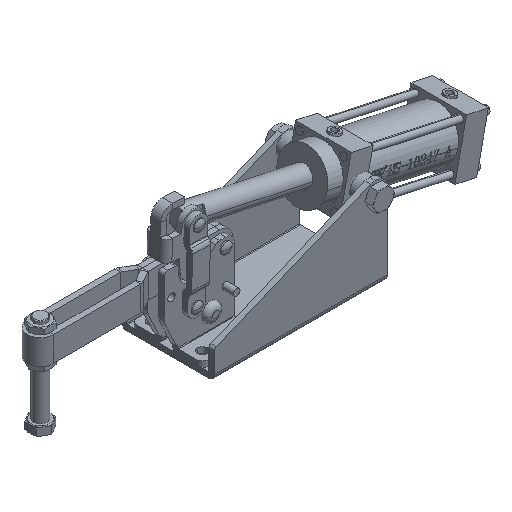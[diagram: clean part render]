
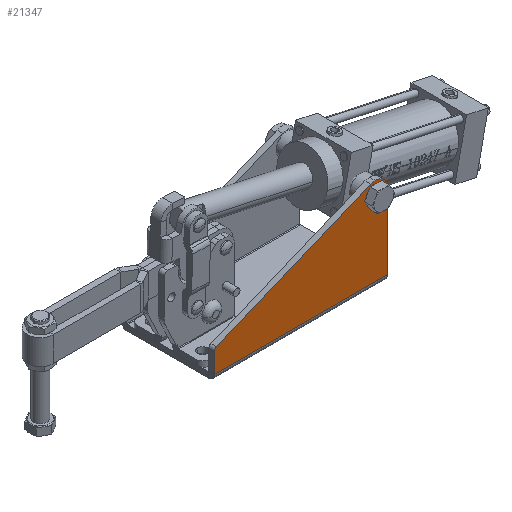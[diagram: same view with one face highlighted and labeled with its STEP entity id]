
A CAD part, isometric view. The second image highlights one B-rep face of the part: STEP entity #21347.
In plain terms, the highlighted planar face has unit normal (0, -1, 0).
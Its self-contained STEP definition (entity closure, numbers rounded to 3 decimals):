
#1597 = ORIENTED_EDGE ( 'NONE', *, *, #22213, .T. ) ;
#1598 = ORIENTED_EDGE ( 'NONE', *, *, #22128, .T. ) ;
#1599 = ORIENTED_EDGE ( 'NONE', *, *, #22211, .F. ) ;
#1600 = ORIENTED_EDGE ( 'NONE', *, *, #22205, .T. ) ;
#1601 = ORIENTED_EDGE ( 'NONE', *, *, #22207, .F. ) ;
#1602 = ORIENTED_EDGE ( 'NONE', *, *, #22214, .F. ) ;
#1603 = ORIENTED_EDGE ( 'NONE', *, *, #22131, .F. ) ;
#1604 = ORIENTED_EDGE ( 'NONE', *, *, #22215, .F. ) ;
#1605 = ORIENTED_EDGE ( 'NONE', *, *, #22216, .F. ) ;
#2826 = CARTESIAN_POINT ( 'NONE',  ( 66.65, -42., 68.2 ) ) ;
#2827 = DIRECTION ( 'NONE',  ( 0., 1., 0. ) ) ;
#2828 = DIRECTION ( 'NONE',  ( 0., 0., -1. ) ) ;
#2835 = CARTESIAN_POINT ( 'NONE',  ( 66.65, -42., 68.2 ) ) ;
#2836 = DIRECTION ( 'NONE',  ( 0., 1., 0. ) ) ;
#2837 = DIRECTION ( 'NONE',  ( 0., 0., -1. ) ) ;
#3008 = DIRECTION ( 'NONE',  ( 1., 0., 0. ) ) ;
#3012 = CARTESIAN_POINT ( 'NONE',  ( 66.65, -42., 0.5 ) ) ;
#3020 = CARTESIAN_POINT ( 'NONE',  ( 77.75, -42., 0. ) ) ;
#3021 = DIRECTION ( 'NONE',  ( 0., 0., -1. ) ) ;
#3026 = CARTESIAN_POINT ( 'NONE',  ( -77.75, -42., 18.398 ) ) ;
#3027 = DIRECTION ( 'NONE',  ( 0., 0., 1. ) ) ;
#3030 = CARTESIAN_POINT ( 'NONE',  ( -75.898, -42., 21.169 ) ) ;
#3031 = DIRECTION ( 'NONE',  ( 0.924, 0., 0.383 ) ) ;
#3032 = CARTESIAN_POINT ( 'NONE',  ( 66.65, -42., 68.2 ) ) ;
#3033 = DIRECTION ( 'NONE',  ( 0., 1., 0. ) ) ;
#3034 = DIRECTION ( 'NONE',  ( 0., 0., -1. ) ) ;
#3035 = CARTESIAN_POINT ( 'NONE',  ( 66.65, -42., 68.2 ) ) ;
#3036 = DIRECTION ( 'NONE',  ( 0., 1., 0. ) ) ;
#3037 = DIRECTION ( 'NONE',  ( 0., 0., -1. ) ) ;
#3038 = CARTESIAN_POINT ( 'NONE',  ( -74.75, -42., 18.398 ) ) ;
#3039 = DIRECTION ( 'NONE',  ( 0., 1., 0. ) ) ;
#3040 = DIRECTION ( 'NONE',  ( 0., 0., -1. ) ) ;
#4823 = EDGE_LOOP ( 'NONE', ( #1599, #1600, #1601, #1602, #1603, #1604, #1605 ) ) ;
#4846 = EDGE_LOOP ( 'NONE', ( #1597, #1598 ) ) ;
#4853 = VERTEX_POINT ( 'NONE', #29100 ) ;
#4861 = VERTEX_POINT ( 'NONE', #29108 ) ;
#4862 = VERTEX_POINT ( 'NONE', #29109 ) ;
#4864 = VERTEX_POINT ( 'NONE', #29111 ) ;
#4909 = VERTEX_POINT ( 'NONE', #29156 ) ;
#4910 = VERTEX_POINT ( 'NONE', #29157 ) ;
#4914 = VERTEX_POINT ( 'NONE', #29161 ) ;
#4916 = VERTEX_POINT ( 'NONE', #29163 ) ;
#4917 = VERTEX_POINT ( 'NONE', #29164 ) ;
#8456 = FACE_BOUND ( 'NONE', #4846, .T. ) ;
#8464 = FACE_OUTER_BOUND ( 'NONE', #4823, .T. ) ;
#9106 = PLANE ( 'NONE',  #10637 ) ;
#9117 = CARTESIAN_POINT ( 'NONE',  ( 66.65, -42., 68.2 ) ) ;
#9128 = DIRECTION ( 'NONE',  ( 0., -1., 0. ) ) ;
#9129 = DIRECTION ( 'NONE',  ( 0., 0., 1. ) ) ;
#10637 = AXIS2_PLACEMENT_3D ( 'NONE', #9117, #9128, #9129 ) ;
#11418 = AXIS2_PLACEMENT_3D ( 'NONE', #2826, #2827, #2828 ) ;
#11420 = AXIS2_PLACEMENT_3D ( 'NONE', #2835, #2836, #2837 ) ;
#11454 = AXIS2_PLACEMENT_3D ( 'NONE', #3032, #3033, #3034 ) ;
#11455 = AXIS2_PLACEMENT_3D ( 'NONE', #3035, #3036, #3037 ) ;
#11456 = AXIS2_PLACEMENT_3D ( 'NONE', #3038, #3039, #3040 ) ;
#21347 = ADVANCED_FACE ( 'NONE', ( #8456, #8464 ), #9106, .T. ) ;
#22128 = EDGE_CURVE ( 'NONE', #4853, #4862, #31490, .T. ) ;
#22131 = EDGE_CURVE ( 'NONE', #4861, #4864, #31500, .T. ) ;
#22205 = EDGE_CURVE ( 'NONE', #4909, #4914, #31617, .T. ) ;
#22207 = EDGE_CURVE ( 'NONE', #4910, #4914, #31620, .T. ) ;
#22211 = EDGE_CURVE ( 'NONE', #4909, #4917, #31628, .T. ) ;
#22213 = EDGE_CURVE ( 'NONE', #4862, #4853, #31632, .T. ) ;
#22214 = EDGE_CURVE ( 'NONE', #4864, #4910, #31634, .T. ) ;
#22215 = EDGE_CURVE ( 'NONE', #4916, #4861, #31635, .T. ) ;
#22216 = EDGE_CURVE ( 'NONE', #4917, #4916, #31636, .T. ) ;
#29100 = CARTESIAN_POINT ( 'NONE',  ( 66.65, -42., 64.45 ) ) ;
#29108 = CARTESIAN_POINT ( 'NONE',  ( 62.402, -42., 78.455 ) ) ;
#29109 = CARTESIAN_POINT ( 'NONE',  ( 66.65, -42., 71.95 ) ) ;
#29111 = CARTESIAN_POINT ( 'NONE',  ( 66.65, -42., 79.3 ) ) ;
#29156 = CARTESIAN_POINT ( 'NONE',  ( -77.75, -42., 0.5 ) ) ;
#29157 = CARTESIAN_POINT ( 'NONE',  ( 77.75, -42., 68.2 ) ) ;
#29161 = CARTESIAN_POINT ( 'NONE',  ( 77.75, -42., 0.5 ) ) ;
#29163 = CARTESIAN_POINT ( 'NONE',  ( -75.898, -42., 21.169 ) ) ;
#29164 = CARTESIAN_POINT ( 'NONE',  ( -77.75, -42., 18.398 ) ) ;
#31490 = CIRCLE ( 'NONE', #11418, 3.75 ) ;
#31500 = CIRCLE ( 'NONE', #11420, 11.1 ) ;
#31617 = LINE ( 'NONE', #3012, #31619 ) ;
#31619 = VECTOR ( 'NONE', #3008, 1000. ) ;
#31620 = LINE ( 'NONE', #3020, #31623 ) ;
#31623 = VECTOR ( 'NONE', #3021, 1000. ) ;
#31628 = LINE ( 'NONE', #3026, #31631 ) ;
#31631 = VECTOR ( 'NONE', #3027, 1000. ) ;
#31632 = CIRCLE ( 'NONE', #11454, 3.75 ) ;
#31634 = CIRCLE ( 'NONE', #11455, 11.1 ) ;
#31635 = LINE ( 'NONE', #3030, #31637 ) ;
#31636 = CIRCLE ( 'NONE', #11456, 3. ) ;
#31637 = VECTOR ( 'NONE', #3031, 1000. ) ;
